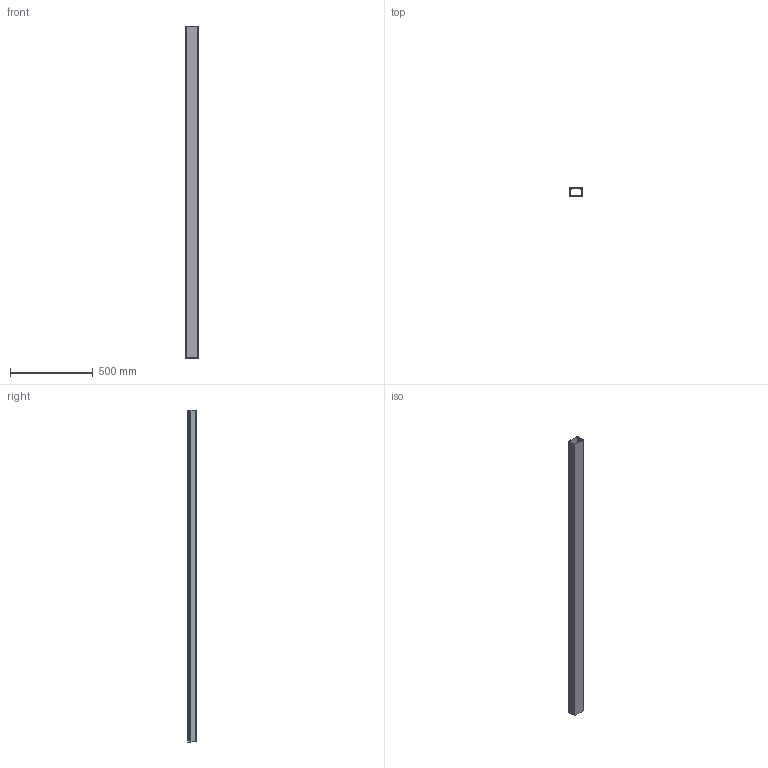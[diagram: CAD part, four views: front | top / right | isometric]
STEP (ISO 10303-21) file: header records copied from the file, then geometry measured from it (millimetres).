
FILE_DESCRIPTION (( 'STEP AP214' ), '1' );
FILE_NAME ('6178316.stp', '2016-08-05T09:20:44', ( '' ), ( '' ), 'SwSTEP 2.0', 'SolidWorks 2014', '' );
FILE_SCHEMA (( 'AUTOMOTIVE_DESIGN' ));
Length unit declared in the file: millimetre
Products named in the file (3): Oberteil_LKV_D_75; Unterteil_LKV_50075; 6178316
Assembly tree (2 placements, depth 2):
  6178316
    Unterteil_LKV_50075
    Oberteil_LKV_D_75
Bounding box: 75 x 50.6 x 2000 mm (x, y, z)
Volume: 974552 mm3; surface area: 1124370 mm2
Topology: 2 solids, 2 shells, 82 faces, 234 edges, 156 vertices
Faces by surface type: cylinder 42, plane 40
Entity records: 3659 total; most frequent: DIRECTION 492, CARTESIAN_POINT 477, ORIENTED_EDGE 468, EDGE_CURVE 234, AXIS2_PLACEMENT_3D 171, VERTEX_POINT 156, LINE 150, VECTOR 150
